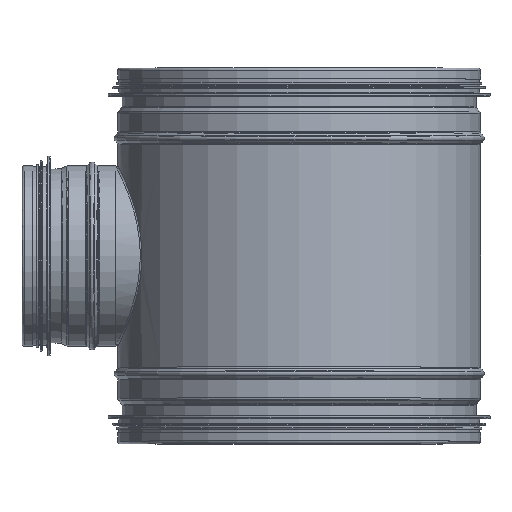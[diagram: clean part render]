
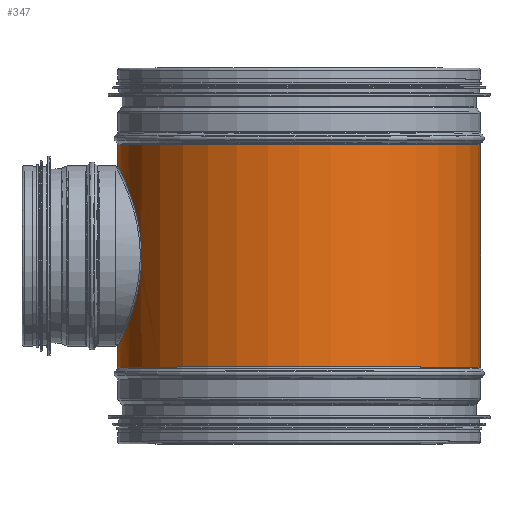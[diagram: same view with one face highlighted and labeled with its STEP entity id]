
A CAD part, top view. The second image highlights one B-rep face of the part: STEP entity #347.
In plain terms, the highlighted cylindrical face has radius 99.475 mm (diameter 198.95 mm), a full revolution.
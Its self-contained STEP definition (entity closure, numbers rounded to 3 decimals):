
#228=CARTESIAN_POINT('',(-86.269,102.5,49.527));
#229=VERTEX_POINT('',#228);
#267=CARTESIAN_POINT('',(-86.269,102.5,49.527));
#268=CARTESIAN_POINT('',(-86.269,106.307,49.527));
#269=CARTESIAN_POINT('',(-86.775,113.92,48.659));
#270=CARTESIAN_POINT('',(-89.507,128.139,43.642));
#271=CARTESIAN_POINT('',(-94.062,140.816,33.586));
#272=CARTESIAN_POINT('',(-98.058,149.665,18.633));
#273=CARTESIAN_POINT('',(-99.795,153.163,3.842));
#274=CARTESIAN_POINT('',(-99.195,151.976,-11.405));
#275=CARTESIAN_POINT('',(-96.494,146.331,-25.356));
#276=CARTESIAN_POINT('',(-92.611,137.007,-36.835));
#277=CARTESIAN_POINT('',(-88.724,124.752,-45.175));
#278=CARTESIAN_POINT('',(-86.167,110.236,-49.712));
#279=CARTESIAN_POINT('',(-86.166,97.344,-49.715));
#280=CARTESIAN_POINT('',(-87.444,87.502,-47.443));
#281=CARTESIAN_POINT('',(-90.347,73.566,-41.957));
#282=CARTESIAN_POINT('',(-95.604,60.553,-30.004));
#283=CARTESIAN_POINT('',(-99.191,53.024,-11.406));
#284=CARTESIAN_POINT('',(-99.797,51.837,3.842));
#285=CARTESIAN_POINT('',(-98.057,55.335,18.633));
#286=CARTESIAN_POINT('',(-94.063,64.184,33.586));
#287=CARTESIAN_POINT('',(-89.506,76.861,43.642));
#288=CARTESIAN_POINT('',(-86.775,91.08,48.659));
#289=CARTESIAN_POINT('',(-86.269,98.693,49.527));
#290=CARTESIAN_POINT('',(-86.269,102.5,49.527));
#291=B_SPLINE_CURVE_WITH_KNOTS('',3,(#267,#268,#269,#270,#271,#272,#273,#274,#275,#276,#277,#278,#279,#280,#281,#282,#283,#284,#285,#286,#287,#288,#289,#290),.UNSPECIFIED.,.T.,.U.,(4,1,1,1,1,1,1,1,1,1,1,1,1,1,1,1,1,1,1,1,1,4),(-30.132,-29.056,-27.98,-25.827,-24.392,-22.958,-21.523,-20.088,-18.653,-17.218,-15.783,-14.349,-13.631,-12.914,-10.044,-8.609,-7.174,-5.739,-4.305,-2.152,-1.076,0.0),.UNSPECIFIED.);
#292=EDGE_CURVE('',#229,#229,#291,.T.);
#317=CARTESIAN_POINT('',(0.0,72.0,0.0));
#318=DIRECTION('',(0.0,-1.0,0.0));
#319=DIRECTION('',(1.0,0.0,0.0));
#320=AXIS2_PLACEMENT_3D('',#317,#318,#319);
#321=CYLINDRICAL_SURFACE('',#320,99.475);
#322=CARTESIAN_POINT('',(99.475,163.5,0.0));
#323=VERTEX_POINT('',#322);
#324=CARTESIAN_POINT('',(0.0,163.5,0.0));
#325=DIRECTION('',(0.0,-1.0,0.0));
#326=DIRECTION('',(1.0,0.0,0.0));
#327=AXIS2_PLACEMENT_3D('',#324,#325,#326);
#328=CIRCLE('',#327,99.475);
#329=EDGE_CURVE('',#323,#323,#328,.T.);
#330=ORIENTED_EDGE('',*,*,#329,.T.);
#331=EDGE_LOOP('',(#330));
#332=FACE_OUTER_BOUND('',#331,.T.);
#333=CARTESIAN_POINT('',(99.475,41.5,0.0));
#334=VERTEX_POINT('',#333);
#335=CARTESIAN_POINT('',(0.0,41.5,0.0));
#336=DIRECTION('',(0.0,-1.0,0.0));
#337=DIRECTION('',(1.0,0.0,0.0));
#338=AXIS2_PLACEMENT_3D('',#335,#336,#337);
#339=CIRCLE('',#338,99.475);
#340=EDGE_CURVE('',#334,#334,#339,.T.);
#341=ORIENTED_EDGE('',*,*,#340,.F.);
#342=EDGE_LOOP('',(#341));
#343=FACE_BOUND('',#342,.T.);
#344=ORIENTED_EDGE('',*,*,#292,.F.);
#345=EDGE_LOOP('',(#344));
#346=FACE_BOUND('',#345,.T.);
#347=ADVANCED_FACE('',(#332,#343,#346),#321,.T.);
